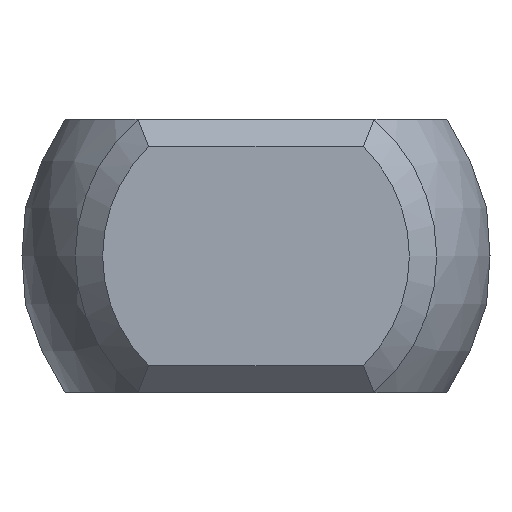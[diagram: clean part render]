
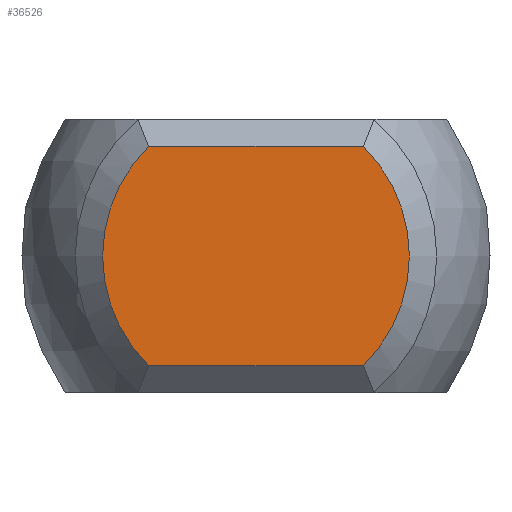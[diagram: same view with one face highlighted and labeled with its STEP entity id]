
A CAD part, left-side view. The second image highlights one B-rep face of the part: STEP entity #36526.
In plain terms, the highlighted planar face has unit normal (-1, 0, 0).
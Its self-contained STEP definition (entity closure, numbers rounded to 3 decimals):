
#33675 = PLANE('',#33676);
#33676 = AXIS2_PLACEMENT_3D('',#33677,#33678,#33679);
#33677 = CARTESIAN_POINT('',(-56.,3.125,2.25));
#33678 = DIRECTION('',(0.707,0.,-0.707));
#33679 = DIRECTION('',(-0.707,0.,-0.707));
#35875 = EDGE_CURVE('',#35876,#35878,#35880,.T.);
#35876 = VERTEX_POINT('',#35877);
#35877 = CARTESIAN_POINT('',(-56.25,-1.96,-2.));
#35878 = VERTEX_POINT('',#35879);
#35879 = CARTESIAN_POINT('',(-56.25,-1.96,2.));
#35880 = SURFACE_CURVE('',#35881,(#35886,#35898),.PCURVE_S1.);
#35881 = CIRCLE('',#35882,2.8);
#35882 = AXIS2_PLACEMENT_3D('',#35883,#35884,#35885);
#35883 = CARTESIAN_POINT('',(-56.25,0.,0.));
#35884 = DIRECTION('',(-1.,0.,0.));
#35885 = DIRECTION('',(0.,-1.,0.));
#35886 = PCURVE('',#35887,#35892);
#35887 = CONICAL_SURFACE('',#35888,3.05,0.785);
#35888 = AXIS2_PLACEMENT_3D('',#35889,#35890,#35891);
#35889 = CARTESIAN_POINT('',(-56.,0.,0.));
#35890 = DIRECTION('',(1.,0.,0.));
#35891 = DIRECTION('',(0.,-1.,0.));
#35892 = DEFINITIONAL_REPRESENTATION('',(#35893),#35897);
#35893 = LINE('',#35894,#35895);
#35894 = CARTESIAN_POINT('',(6.283,-0.25));
#35895 = VECTOR('',#35896,1.);
#35896 = DIRECTION('',(-1.,0.));
#35897 = ( GEOMETRIC_REPRESENTATION_CONTEXT(2) 
PARAMETRIC_REPRESENTATION_CONTEXT() REPRESENTATION_CONTEXT('2D SPACE',''
  ) );
#35898 = PCURVE('',#35899,#35904);
#35899 = PLANE('',#35900);
#35900 = AXIS2_PLACEMENT_3D('',#35901,#35902,#35903);
#35901 = CARTESIAN_POINT('',(-56.25,0.,0.));
#35902 = DIRECTION('',(1.,0.,0.));
#35903 = DIRECTION('',(0.,0.,-1.));
#35904 = DEFINITIONAL_REPRESENTATION('',(#35905),#35913);
#35905 = ( BOUNDED_CURVE() B_SPLINE_CURVE(2,(#35906,#35907,#35908,#35909
    ,#35910,#35911,#35912),.UNSPECIFIED.,.T.,.F.) 
B_SPLINE_CURVE_WITH_KNOTS((1,2,2,2,2,1),(-2.094,0.,
    2.094,4.189,6.283,8.378),
.UNSPECIFIED.) CURVE() GEOMETRIC_REPRESENTATION_ITEM() 
RATIONAL_B_SPLINE_CURVE((1.,0.5,1.,0.5,1.,0.5,1.)) REPRESENTATION_ITEM(
  '') );
#35906 = CARTESIAN_POINT('',(0.,-2.8));
#35907 = CARTESIAN_POINT('',(-4.85,-2.8));
#35908 = CARTESIAN_POINT('',(-2.425,1.4));
#35909 = CARTESIAN_POINT('',(0.,5.6));
#35910 = CARTESIAN_POINT('',(2.425,1.4));
#35911 = CARTESIAN_POINT('',(4.85,-2.8));
#35912 = CARTESIAN_POINT('',(0.,-2.8));
#35913 = ( GEOMETRIC_REPRESENTATION_CONTEXT(2) 
PARAMETRIC_REPRESENTATION_CONTEXT() REPRESENTATION_CONTEXT('2D SPACE',''
  ) );
#35931 = PLANE('',#35932);
#35932 = AXIS2_PLACEMENT_3D('',#35933,#35934,#35935);
#35933 = CARTESIAN_POINT('',(-56.,-3.125,-2.25));
#35934 = DIRECTION('',(0.707,0.,0.707)
  );
#35935 = DIRECTION('',(0.707,0.,-0.707));
#35991 = EDGE_CURVE('',#35878,#35992,#35994,.T.);
#35992 = VERTEX_POINT('',#35993);
#35993 = CARTESIAN_POINT('',(-56.25,1.96,2.));
#35994 = SURFACE_CURVE('',#35995,(#35999,#36006),.PCURVE_S1.);
#35995 = LINE('',#35996,#35997);
#35996 = CARTESIAN_POINT('',(-56.25,3.125,2.));
#35997 = VECTOR('',#35998,1.);
#35998 = DIRECTION('',(0.,1.,0.));
#35999 = PCURVE('',#33675,#36000);
#36000 = DEFINITIONAL_REPRESENTATION('',(#36001),#36005);
#36001 = LINE('',#36002,#36003);
#36002 = CARTESIAN_POINT('',(0.354,0.));
#36003 = VECTOR('',#36004,1.);
#36004 = DIRECTION('',(0.,1.));
#36005 = ( GEOMETRIC_REPRESENTATION_CONTEXT(2) 
PARAMETRIC_REPRESENTATION_CONTEXT() REPRESENTATION_CONTEXT('2D SPACE',''
  ) );
#36006 = PCURVE('',#35899,#36007);
#36007 = DEFINITIONAL_REPRESENTATION('',(#36008),#36012);
#36008 = LINE('',#36009,#36010);
#36009 = CARTESIAN_POINT('',(-2.,3.125));
#36010 = VECTOR('',#36011,1.);
#36011 = DIRECTION('',(0.,1.));
#36012 = ( GEOMETRIC_REPRESENTATION_CONTEXT(2) 
PARAMETRIC_REPRESENTATION_CONTEXT() REPRESENTATION_CONTEXT('2D SPACE',''
  ) );
#36032 = CONICAL_SURFACE('',#36033,3.05,0.785);
#36033 = AXIS2_PLACEMENT_3D('',#36034,#36035,#36036);
#36034 = CARTESIAN_POINT('',(-56.,0.,0.));
#36035 = DIRECTION('',(1.,0.,0.));
#36036 = DIRECTION('',(-0.,1.,0.));
#36046 = EDGE_CURVE('',#35992,#36047,#36049,.T.);
#36047 = VERTEX_POINT('',#36048);
#36048 = CARTESIAN_POINT('',(-56.25,1.96,-2.));
#36049 = SURFACE_CURVE('',#36050,(#36055,#36062),.PCURVE_S1.);
#36050 = CIRCLE('',#36051,2.8);
#36051 = AXIS2_PLACEMENT_3D('',#36052,#36053,#36054);
#36052 = CARTESIAN_POINT('',(-56.25,0.,0.));
#36053 = DIRECTION('',(-1.,0.,0.));
#36054 = DIRECTION('',(0.,1.,0.));
#36055 = PCURVE('',#36032,#36056);
#36056 = DEFINITIONAL_REPRESENTATION('',(#36057),#36061);
#36057 = LINE('',#36058,#36059);
#36058 = CARTESIAN_POINT('',(6.283,-0.25));
#36059 = VECTOR('',#36060,1.);
#36060 = DIRECTION('',(-1.,0.));
#36061 = ( GEOMETRIC_REPRESENTATION_CONTEXT(2) 
PARAMETRIC_REPRESENTATION_CONTEXT() REPRESENTATION_CONTEXT('2D SPACE',''
  ) );
#36062 = PCURVE('',#35899,#36063);
#36063 = DEFINITIONAL_REPRESENTATION('',(#36064),#36072);
#36064 = ( BOUNDED_CURVE() B_SPLINE_CURVE(2,(#36065,#36066,#36067,#36068
    ,#36069,#36070,#36071),.UNSPECIFIED.,.T.,.F.) 
B_SPLINE_CURVE_WITH_KNOTS((1,2,2,2,2,1),(-2.094,0.,
    2.094,4.189,6.283,8.378),
.UNSPECIFIED.) CURVE() GEOMETRIC_REPRESENTATION_ITEM() 
RATIONAL_B_SPLINE_CURVE((1.,0.5,1.,0.5,1.,0.5,1.)) REPRESENTATION_ITEM(
  '') );
#36065 = CARTESIAN_POINT('',(0.,2.8));
#36066 = CARTESIAN_POINT('',(4.85,2.8));
#36067 = CARTESIAN_POINT('',(2.425,-1.4));
#36068 = CARTESIAN_POINT('',(0.,-5.6));
#36069 = CARTESIAN_POINT('',(-2.425,-1.4));
#36070 = CARTESIAN_POINT('',(-4.85,2.8));
#36071 = CARTESIAN_POINT('',(0.,2.8));
#36072 = ( GEOMETRIC_REPRESENTATION_CONTEXT(2) 
PARAMETRIC_REPRESENTATION_CONTEXT() REPRESENTATION_CONTEXT('2D SPACE',''
  ) );
#36146 = EDGE_CURVE('',#36047,#35876,#36147,.T.);
#36147 = SURFACE_CURVE('',#36148,(#36152,#36159),.PCURVE_S1.);
#36148 = LINE('',#36149,#36150);
#36149 = CARTESIAN_POINT('',(-56.25,-3.125,-2.));
#36150 = VECTOR('',#36151,1.);
#36151 = DIRECTION('',(0.,-1.,0.));
#36152 = PCURVE('',#35931,#36153);
#36153 = DEFINITIONAL_REPRESENTATION('',(#36154),#36158);
#36154 = LINE('',#36155,#36156);
#36155 = CARTESIAN_POINT('',(-0.354,0.));
#36156 = VECTOR('',#36157,1.);
#36157 = DIRECTION('',(0.,-1.));
#36158 = ( GEOMETRIC_REPRESENTATION_CONTEXT(2) 
PARAMETRIC_REPRESENTATION_CONTEXT() REPRESENTATION_CONTEXT('2D SPACE',''
  ) );
#36159 = PCURVE('',#35899,#36160);
#36160 = DEFINITIONAL_REPRESENTATION('',(#36161),#36165);
#36161 = LINE('',#36162,#36163);
#36162 = CARTESIAN_POINT('',(2.,-3.125));
#36163 = VECTOR('',#36164,1.);
#36164 = DIRECTION('',(0.,-1.));
#36165 = ( GEOMETRIC_REPRESENTATION_CONTEXT(2) 
PARAMETRIC_REPRESENTATION_CONTEXT() REPRESENTATION_CONTEXT('2D SPACE',''
  ) );
#36526 = ADVANCED_FACE('',(#36527),#35899,.F.);
#36527 = FACE_BOUND('',#36528,.T.);
#36528 = EDGE_LOOP('',(#36529,#36530,#36531,#36532));
#36529 = ORIENTED_EDGE('',*,*,#35875,.T.);
#36530 = ORIENTED_EDGE('',*,*,#35991,.T.);
#36531 = ORIENTED_EDGE('',*,*,#36046,.T.);
#36532 = ORIENTED_EDGE('',*,*,#36146,.T.);
